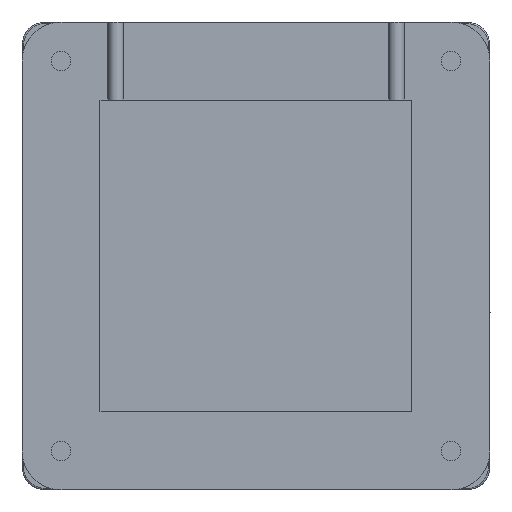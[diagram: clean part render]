
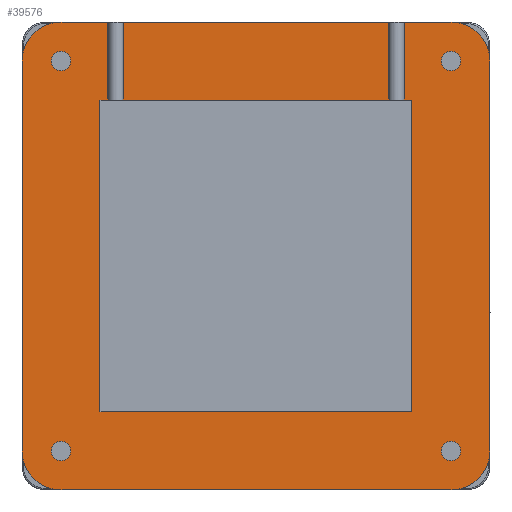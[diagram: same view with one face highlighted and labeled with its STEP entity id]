
A CAD part, front view. The second image highlights one B-rep face of the part: STEP entity #39576.
In plain terms, the highlighted planar face has unit normal (0, -1, 0).
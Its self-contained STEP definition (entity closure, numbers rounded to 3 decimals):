
#28 = ORIENTED_EDGE ( 'NONE', *, *, #25764, .T. ) ;
#544 = CIRCLE ( 'NONE', #3612, 5. ) ;
#624 = DIRECTION ( 'NONE',  ( 0., 1., 0. ) ) ;
#626 = CARTESIAN_POINT ( 'NONE',  ( 25., -3., -30. ) ) ;
#1111 = CARTESIAN_POINT ( 'NONE',  ( -25., -3., 23.75 ) ) ;
#1378 = DIRECTION ( 'NONE',  ( 0., 1., 0. ) ) ;
#1424 = DIRECTION ( 'NONE',  ( 0., 0., 1. ) ) ;
#1494 = EDGE_LOOP ( 'NONE', ( #6558, #45533 ) ) ;
#1680 = CIRCLE ( 'NONE', #31046, 5. ) ;
#2156 = DIRECTION ( 'NONE',  ( 0., 1., 0. ) ) ;
#2413 = DIRECTION ( 'NONE',  ( 0., 1., 0. ) ) ;
#3213 = VERTEX_POINT ( 'NONE', #626 ) ;
#3478 = CARTESIAN_POINT ( 'NONE',  ( 30., -3., 30. ) ) ;
#3612 = AXIS2_PLACEMENT_3D ( 'NONE', #8020, #23240, #40908 ) ;
#4078 = EDGE_LOOP ( 'NONE', ( #43514, #14736 ) ) ;
#4431 = EDGE_CURVE ( 'NONE', #24348, #29641, #14656, .T. ) ;
#4819 = EDGE_LOOP ( 'NONE', ( #33485, #5180 ) ) ;
#4845 = VERTEX_POINT ( 'NONE', #35146 ) ;
#5180 = ORIENTED_EDGE ( 'NONE', *, *, #8952, .T. ) ;
#5281 = EDGE_CURVE ( 'NONE', #35184, #21629, #18604, .T. ) ;
#5587 = EDGE_LOOP ( 'NONE', ( #10021, #28494 ) ) ;
#5797 = CARTESIAN_POINT ( 'NONE',  ( -30., -3., -25. ) ) ;
#5942 = EDGE_CURVE ( 'NONE', #21239, #20730, #41000, .T. ) ;
#6064 = VERTEX_POINT ( 'NONE', #20743 ) ;
#6066 = DIRECTION ( 'NONE',  ( 0., 0., 1. ) ) ;
#6194 = VERTEX_POINT ( 'NONE', #25793 ) ;
#6269 = CARTESIAN_POINT ( 'NONE',  ( -25., -3., 25. ) ) ;
#6558 = ORIENTED_EDGE ( 'NONE', *, *, #5281, .T. ) ;
#6890 = CIRCLE ( 'NONE', #45489, 1.25 ) ;
#7598 = LINE ( 'NONE', #39790, #28433 ) ;
#7783 = VECTOR ( 'NONE', #40967, 1000. ) ;
#8020 = CARTESIAN_POINT ( 'NONE',  ( 25., -3., -25. ) ) ;
#8054 = DIRECTION ( 'NONE',  ( 0., 1., 0. ) ) ;
#8069 = CARTESIAN_POINT ( 'NONE',  ( 30., -3., -30. ) ) ;
#8239 = DIRECTION ( 'NONE',  ( 0., 0., 1. ) ) ;
#8952 = EDGE_CURVE ( 'NONE', #20730, #21239, #47446, .T. ) ;
#9277 = VERTEX_POINT ( 'NONE', #1111 ) ;
#9300 = EDGE_LOOP ( 'NONE', ( #37088, #28, #26141, #12097, #25579, #15256, #42724, #25013 ) ) ;
#9605 = DIRECTION ( 'NONE',  ( 0., -1., 0. ) ) ;
#9699 = DIRECTION ( 'NONE',  ( 0., 0., 1. ) ) ;
#9945 = FACE_BOUND ( 'NONE', #4078, .T. ) ;
#10021 = ORIENTED_EDGE ( 'NONE', *, *, #26880, .T. ) ;
#10918 = AXIS2_PLACEMENT_3D ( 'NONE', #31683, #2413, #9699 ) ;
#11428 = CARTESIAN_POINT ( 'NONE',  ( -30., -3., 25. ) ) ;
#11665 = DIRECTION ( 'NONE',  ( 0., 1., 0. ) ) ;
#12097 = ORIENTED_EDGE ( 'NONE', *, *, #21711, .T. ) ;
#12428 = CIRCLE ( 'NONE', #30128, 1.25 ) ;
#12651 = FACE_OUTER_BOUND ( 'NONE', #9300, .T. ) ;
#12661 = CARTESIAN_POINT ( 'NONE',  ( -25., -3., -26.25 ) ) ;
#12665 = CIRCLE ( 'NONE', #39657, 1.25 ) ;
#13213 = AXIS2_PLACEMENT_3D ( 'NONE', #25594, #44680, #37169 ) ;
#13389 = CARTESIAN_POINT ( 'NONE',  ( -25., -3., -25. ) ) ;
#13973 = EDGE_CURVE ( 'NONE', #3213, #47465, #544, .T. ) ;
#14426 = CARTESIAN_POINT ( 'NONE',  ( 25., -3., 26.25 ) ) ;
#14654 = DIRECTION ( 'NONE',  ( 1., 0., 0. ) ) ;
#14656 = CIRCLE ( 'NONE', #30052, 5. ) ;
#14736 = ORIENTED_EDGE ( 'NONE', *, *, #23975, .T. ) ;
#14749 = EDGE_CURVE ( 'NONE', #6194, #29641, #7598, .T. ) ;
#15226 = CARTESIAN_POINT ( 'NONE',  ( 25., -3., -26.25 ) ) ;
#15256 = ORIENTED_EDGE ( 'NONE', *, *, #13973, .T. ) ;
#16360 = CARTESIAN_POINT ( 'NONE',  ( -25., -3., 25. ) ) ;
#16396 = DIRECTION ( 'NONE',  ( 0., 0., 1. ) ) ;
#16967 = FACE_BOUND ( 'NONE', #4819, .T. ) ;
#17464 = EDGE_CURVE ( 'NONE', #43248, #32836, #21533, .T. ) ;
#17740 = VECTOR ( 'NONE', #37093, 1000. ) ;
#17897 = EDGE_CURVE ( 'NONE', #24348, #47465, #44380, .T. ) ;
#17924 = CARTESIAN_POINT ( 'NONE',  ( -30., -3., 30. ) ) ;
#18009 = VERTEX_POINT ( 'NONE', #34671 ) ;
#18604 = CIRCLE ( 'NONE', #13213, 1.25 ) ;
#19176 = AXIS2_PLACEMENT_3D ( 'NONE', #16360, #34454, #31091 ) ;
#19531 = CARTESIAN_POINT ( 'NONE',  ( 25., -3., 25. ) ) ;
#19835 = CARTESIAN_POINT ( 'NONE',  ( 25., -3., -25. ) ) ;
#20730 = VERTEX_POINT ( 'NONE', #31447 ) ;
#20743 = CARTESIAN_POINT ( 'NONE',  ( 25., -3., -23.75 ) ) ;
#21239 = VERTEX_POINT ( 'NONE', #14426 ) ;
#21533 = LINE ( 'NONE', #17924, #24671 ) ;
#21629 = VERTEX_POINT ( 'NONE', #12661 ) ;
#21711 = EDGE_CURVE ( 'NONE', #43248, #18009, #1680, .T. ) ;
#22661 = CARTESIAN_POINT ( 'NONE',  ( 25., -3., 30. ) ) ;
#23172 = DIRECTION ( 'NONE',  ( 0., 0., 1. ) ) ;
#23240 = DIRECTION ( 'NONE',  ( 0., -1., 0. ) ) ;
#23807 = AXIS2_PLACEMENT_3D ( 'NONE', #19835, #34560, #1424 ) ;
#23835 = CARTESIAN_POINT ( 'NONE',  ( 30., -3., 25. ) ) ;
#23975 = EDGE_CURVE ( 'NONE', #32155, #6064, #42323, .T. ) ;
#24348 = VERTEX_POINT ( 'NONE', #23835 ) ;
#24461 = DIRECTION ( 'NONE',  ( 0., -1., 0. ) ) ;
#24495 = DIRECTION ( 'NONE',  ( 0., 1., 0. ) ) ;
#24671 = VECTOR ( 'NONE', #32154, 1000. ) ;
#24973 = CARTESIAN_POINT ( 'NONE',  ( -25., -3., -23.75 ) ) ;
#25013 = ORIENTED_EDGE ( 'NONE', *, *, #4431, .T. ) ;
#25579 = ORIENTED_EDGE ( 'NONE', *, *, #46112, .F. ) ;
#25594 = CARTESIAN_POINT ( 'NONE',  ( -25., -3., -25. ) ) ;
#25764 = EDGE_CURVE ( 'NONE', #6194, #32836, #29953, .T. ) ;
#25793 = CARTESIAN_POINT ( 'NONE',  ( -25., -3., 30. ) ) ;
#26141 = ORIENTED_EDGE ( 'NONE', *, *, #17464, .F. ) ;
#26666 = CARTESIAN_POINT ( 'NONE',  ( -25., -3., 25. ) ) ;
#26880 = EDGE_CURVE ( 'NONE', #4845, #9277, #6890, .T. ) ;
#26997 = DIRECTION ( 'NONE',  ( 0., 0., 1. ) ) ;
#27114 = AXIS2_PLACEMENT_3D ( 'NONE', #38884, #1378, #23172 ) ;
#27779 = EDGE_CURVE ( 'NONE', #6064, #32155, #12428, .T. ) ;
#28068 = DIRECTION ( 'NONE',  ( 0., 0., 1. ) ) ;
#28433 = VECTOR ( 'NONE', #14654, 1000. ) ;
#28494 = ORIENTED_EDGE ( 'NONE', *, *, #33108, .T. ) ;
#29641 = VERTEX_POINT ( 'NONE', #22661 ) ;
#29953 = CIRCLE ( 'NONE', #19176, 5. ) ;
#30052 = AXIS2_PLACEMENT_3D ( 'NONE', #46804, #9605, #16396 ) ;
#30128 = AXIS2_PLACEMENT_3D ( 'NONE', #44759, #11665, #8239 ) ;
#30974 = PLANE ( 'NONE',  #10918 ) ;
#31046 = AXIS2_PLACEMENT_3D ( 'NONE', #13389, #24461, #6066 ) ;
#31091 = DIRECTION ( 'NONE',  ( 0., 0., 1. ) ) ;
#31447 = CARTESIAN_POINT ( 'NONE',  ( 25., -3., 23.75 ) ) ;
#31683 = CARTESIAN_POINT ( 'NONE',  ( 0., -3., 0. ) ) ;
#32154 = DIRECTION ( 'NONE',  ( 0., 0., 1. ) ) ;
#32155 = VERTEX_POINT ( 'NONE', #15226 ) ;
#32836 = VERTEX_POINT ( 'NONE', #11428 ) ;
#33108 = EDGE_CURVE ( 'NONE', #9277, #4845, #12665, .T. ) ;
#33485 = ORIENTED_EDGE ( 'NONE', *, *, #5942, .T. ) ;
#34454 = DIRECTION ( 'NONE',  ( 0., -1., 0. ) ) ;
#34560 = DIRECTION ( 'NONE',  ( 0., 1., 0. ) ) ;
#34671 = CARTESIAN_POINT ( 'NONE',  ( -25., -3., -30. ) ) ;
#35076 = FACE_BOUND ( 'NONE', #5587, .T. ) ;
#35146 = CARTESIAN_POINT ( 'NONE',  ( -25., -3., 26.25 ) ) ;
#35184 = VERTEX_POINT ( 'NONE', #24973 ) ;
#36603 = LINE ( 'NONE', #8069, #7783 ) ;
#37088 = ORIENTED_EDGE ( 'NONE', *, *, #14749, .F. ) ;
#37093 = DIRECTION ( 'NONE',  ( 0., 0., -1. ) ) ;
#37169 = DIRECTION ( 'NONE',  ( 0., 0., 1. ) ) ;
#37960 = EDGE_CURVE ( 'NONE', #21629, #35184, #39338, .T. ) ;
#38338 = CARTESIAN_POINT ( 'NONE',  ( 30., -3., -25. ) ) ;
#38522 = CARTESIAN_POINT ( 'NONE',  ( -25., -3., -25. ) ) ;
#38717 = FACE_BOUND ( 'NONE', #1494, .T. ) ;
#38884 = CARTESIAN_POINT ( 'NONE',  ( 25., -3., 25. ) ) ;
#39338 = CIRCLE ( 'NONE', #42418, 1.25 ) ;
#39576 = ADVANCED_FACE ( 'NONE', ( #38717, #9945, #35076, #16967, #12651 ), #30974, .F. ) ;
#39657 = AXIS2_PLACEMENT_3D ( 'NONE', #6269, #2156, #28068 ) ;
#39790 = CARTESIAN_POINT ( 'NONE',  ( 30., -3., 30. ) ) ;
#40495 = AXIS2_PLACEMENT_3D ( 'NONE', #19531, #624, #26997 ) ;
#40908 = DIRECTION ( 'NONE',  ( 0., 0., 1. ) ) ;
#40950 = DIRECTION ( 'NONE',  ( 0., 0., 1. ) ) ;
#40967 = DIRECTION ( 'NONE',  ( -1., 0., 0. ) ) ;
#41000 = CIRCLE ( 'NONE', #27114, 1.25 ) ;
#42323 = CIRCLE ( 'NONE', #23807, 1.25 ) ;
#42395 = DIRECTION ( 'NONE',  ( 0., 0., 1. ) ) ;
#42418 = AXIS2_PLACEMENT_3D ( 'NONE', #38522, #24495, #42395 ) ;
#42724 = ORIENTED_EDGE ( 'NONE', *, *, #17897, .F. ) ;
#43248 = VERTEX_POINT ( 'NONE', #5797 ) ;
#43514 = ORIENTED_EDGE ( 'NONE', *, *, #27779, .T. ) ;
#44380 = LINE ( 'NONE', #3478, #17740 ) ;
#44680 = DIRECTION ( 'NONE',  ( 0., 1., 0. ) ) ;
#44759 = CARTESIAN_POINT ( 'NONE',  ( 25., -3., -25. ) ) ;
#45489 = AXIS2_PLACEMENT_3D ( 'NONE', #26666, #8054, #40950 ) ;
#45533 = ORIENTED_EDGE ( 'NONE', *, *, #37960, .T. ) ;
#46112 = EDGE_CURVE ( 'NONE', #3213, #18009, #36603, .T. ) ;
#46804 = CARTESIAN_POINT ( 'NONE',  ( 25., -3., 25. ) ) ;
#47446 = CIRCLE ( 'NONE', #40495, 1.25 ) ;
#47465 = VERTEX_POINT ( 'NONE', #38338 ) ;
